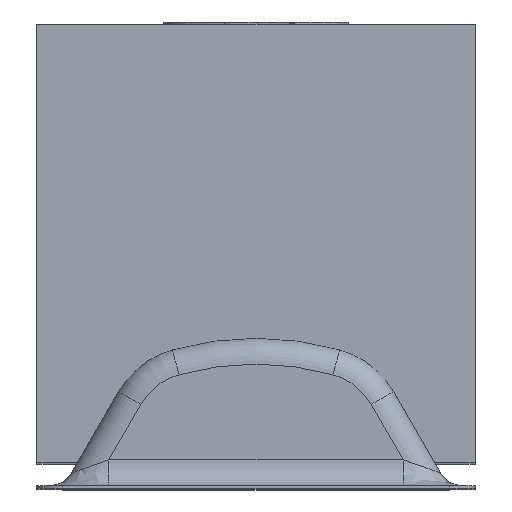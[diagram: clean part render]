
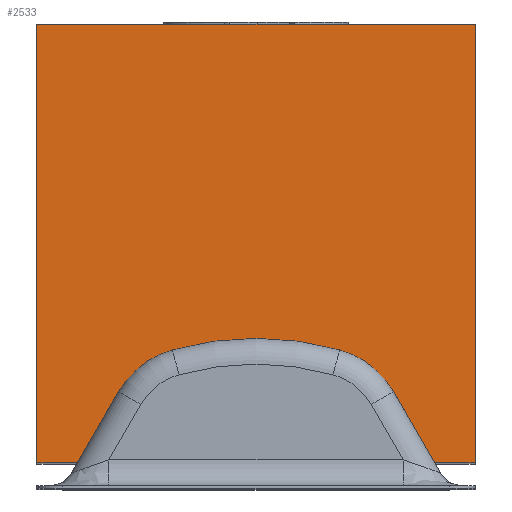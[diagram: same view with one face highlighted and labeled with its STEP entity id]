
A CAD part, top view. The second image highlights one B-rep face of the part: STEP entity #2533.
In plain terms, the highlighted planar face has unit normal (0, 0, 1).
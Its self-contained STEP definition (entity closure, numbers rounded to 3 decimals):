
#21 = ORIENTED_EDGE ( 'NONE', *, *, #5783, .T. ) ;
#185 = CIRCLE ( 'NONE', #2846, 0.35 ) ;
#211 = CARTESIAN_POINT ( 'NONE',  ( -0.692, 0.1, 1.675 ) ) ;
#429 = CARTESIAN_POINT ( 'NONE',  ( -0.23, 0.2, 1.675 ) ) ;
#466 = EDGE_CURVE ( 'NONE', #4642, #4927, #2143, .T. ) ;
#511 = VERTEX_POINT ( 'NONE', #1216 ) ;
#513 = LINE ( 'NONE', #1465, #2564 ) ;
#546 = ORIENTED_EDGE ( 'NONE', *, *, #687, .T. ) ;
#647 = LINE ( 'NONE', #4677, #2275 ) ;
#687 = EDGE_CURVE ( 'NONE', #3198, #511, #2020, .T. ) ;
#755 = AXIS2_PLACEMENT_3D ( 'NONE', #429, #2724, #814 ) ;
#814 = DIRECTION ( 'NONE',  ( -1., 0., 0. ) ) ;
#837 = DIRECTION ( 'NONE',  ( 0., 0., -1. ) ) ;
#840 = VECTOR ( 'NONE', #2715, 1000. ) ;
#970 = CARTESIAN_POINT ( 'NONE',  ( -0.85, 1.8, 1.675 ) ) ;
#1062 = DIRECTION ( 'NONE',  ( 0., -1., 0. ) ) ;
#1089 = CARTESIAN_POINT ( 'NONE',  ( -0.85, 0.1, 1.675 ) ) ;
#1120 = CARTESIAN_POINT ( 'NONE',  ( 0.533, 0.375, 1.675 ) ) ;
#1121 = FACE_OUTER_BOUND ( 'NONE', #2069, .T. ) ;
#1216 = CARTESIAN_POINT ( 'NONE',  ( 0.85, 1.8, 1.675 ) ) ;
#1238 = EDGE_CURVE ( 'NONE', #1508, #5841, #2079, .T. ) ;
#1279 = LINE ( 'NONE', #2654, #4946 ) ;
#1306 = VECTOR ( 'NONE', #1062, 1000. ) ;
#1401 = ORIENTED_EDGE ( 'NONE', *, *, #466, .T. ) ;
#1465 = CARTESIAN_POINT ( 'NONE',  ( -0.85, 1.8, 1.675 ) ) ;
#1507 = DIRECTION ( 'NONE',  ( 0., 1., 0. ) ) ;
#1508 = VERTEX_POINT ( 'NONE', #970 ) ;
#1526 = CARTESIAN_POINT ( 'NONE',  ( -0.85, 0.1, 1.675 ) ) ;
#1600 = DIRECTION ( 'NONE',  ( -1., 0., 0. ) ) ;
#1628 = ORIENTED_EDGE ( 'NONE', *, *, #3015, .T. ) ;
#1709 = VERTEX_POINT ( 'NONE', #3643 ) ;
#1822 = ORIENTED_EDGE ( 'NONE', *, *, #2133, .T. ) ;
#1857 = CARTESIAN_POINT ( 'NONE',  ( -0.325, 0.537, 1.675 ) ) ;
#1998 = CARTESIAN_POINT ( 'NONE',  ( 0.23, 0.2, 1.675 ) ) ;
#2020 = LINE ( 'NONE', #4673, #5401 ) ;
#2024 = DIRECTION ( 'NONE',  ( 0.5, -0.866, 0. ) ) ;
#2069 = EDGE_LOOP ( 'NONE', ( #1822, #5439, #3223, #546, #21, #4522, #5887, #1401, #1628, #3458 ) ) ;
#2079 = LINE ( 'NONE', #1089, #1306 ) ;
#2109 = CARTESIAN_POINT ( 'NONE',  ( 0., -0.618, 1.675 ) ) ;
#2133 = EDGE_CURVE ( 'NONE', #1709, #4968, #185, .T. ) ;
#2143 = LINE ( 'NONE', #4433, #5123 ) ;
#2150 = VERTEX_POINT ( 'NONE', #2532 ) ;
#2275 = VECTOR ( 'NONE', #2024, 1000. ) ;
#2422 = EDGE_CURVE ( 'NONE', #4968, #2150, #647, .T. ) ;
#2532 = CARTESIAN_POINT ( 'NONE',  ( 0.692, 0.1, 1.675 ) ) ;
#2533 = ADVANCED_FACE ( 'NONE', ( #1121 ), #5272, .F. ) ;
#2564 = VECTOR ( 'NONE', #3225, 1000. ) ;
#2610 = VERTEX_POINT ( 'NONE', #1857 ) ;
#2654 = CARTESIAN_POINT ( 'NONE',  ( 0.85, 0.1, 1.675 ) ) ;
#2715 = DIRECTION ( 'NONE',  ( 1., 0., 0. ) ) ;
#2724 = DIRECTION ( 'NONE',  ( 0., 0., -1. ) ) ;
#2846 = AXIS2_PLACEMENT_3D ( 'NONE', #1998, #3726, #5545 ) ;
#2974 = CARTESIAN_POINT ( 'NONE',  ( -0.533, 0.375, 1.675 ) ) ;
#3015 = EDGE_CURVE ( 'NONE', #4927, #2610, #5608, .T. ) ;
#3135 = CIRCLE ( 'NONE', #3243, 1.2 ) ;
#3198 = VERTEX_POINT ( 'NONE', #5553 ) ;
#3223 = ORIENTED_EDGE ( 'NONE', *, *, #3335, .T. ) ;
#3225 = DIRECTION ( 'NONE',  ( -1., 0., 0. ) ) ;
#3243 = AXIS2_PLACEMENT_3D ( 'NONE', #2109, #5739, #3953 ) ;
#3335 = EDGE_CURVE ( 'NONE', #2150, #3198, #3603, .T. ) ;
#3458 = ORIENTED_EDGE ( 'NONE', *, *, #5368, .T. ) ;
#3603 = LINE ( 'NONE', #4418, #840 ) ;
#3643 = CARTESIAN_POINT ( 'NONE',  ( 0.325, 0.537, 1.675 ) ) ;
#3726 = DIRECTION ( 'NONE',  ( 0., 0., -1. ) ) ;
#3953 = DIRECTION ( 'NONE',  ( -1., 0., 0. ) ) ;
#3994 = DIRECTION ( 'NONE',  ( 1., 0., 0. ) ) ;
#4317 = CARTESIAN_POINT ( 'NONE',  ( 0., 0., 1.675 ) ) ;
#4418 = CARTESIAN_POINT ( 'NONE',  ( 0.85, 0.1, 1.675 ) ) ;
#4433 = CARTESIAN_POINT ( 'NONE',  ( -0.562, 0.325, 1.675 ) ) ;
#4435 = EDGE_CURVE ( 'NONE', #5841, #4642, #1279, .T. ) ;
#4522 = ORIENTED_EDGE ( 'NONE', *, *, #1238, .T. ) ;
#4642 = VERTEX_POINT ( 'NONE', #211 ) ;
#4673 = CARTESIAN_POINT ( 'NONE',  ( 0.85, 1.8, 1.675 ) ) ;
#4677 = CARTESIAN_POINT ( 'NONE',  ( 0.562, 0.325, 1.675 ) ) ;
#4927 = VERTEX_POINT ( 'NONE', #2974 ) ;
#4946 = VECTOR ( 'NONE', #3994, 1000. ) ;
#4968 = VERTEX_POINT ( 'NONE', #1120 ) ;
#5035 = AXIS2_PLACEMENT_3D ( 'NONE', #4317, #837, #1600 ) ;
#5123 = VECTOR ( 'NONE', #5772, 1000. ) ;
#5272 = PLANE ( 'NONE',  #5035 ) ;
#5368 = EDGE_CURVE ( 'NONE', #2610, #1709, #3135, .T. ) ;
#5401 = VECTOR ( 'NONE', #1507, 1000. ) ;
#5439 = ORIENTED_EDGE ( 'NONE', *, *, #2422, .T. ) ;
#5545 = DIRECTION ( 'NONE',  ( -1., 0., 0. ) ) ;
#5553 = CARTESIAN_POINT ( 'NONE',  ( 0.85, 0.1, 1.675 ) ) ;
#5608 = CIRCLE ( 'NONE', #755, 0.35 ) ;
#5739 = DIRECTION ( 'NONE',  ( 0., 0., -1. ) ) ;
#5772 = DIRECTION ( 'NONE',  ( 0.5, 0.866, 0. ) ) ;
#5783 = EDGE_CURVE ( 'NONE', #511, #1508, #513, .T. ) ;
#5841 = VERTEX_POINT ( 'NONE', #1526 ) ;
#5887 = ORIENTED_EDGE ( 'NONE', *, *, #4435, .T. ) ;
